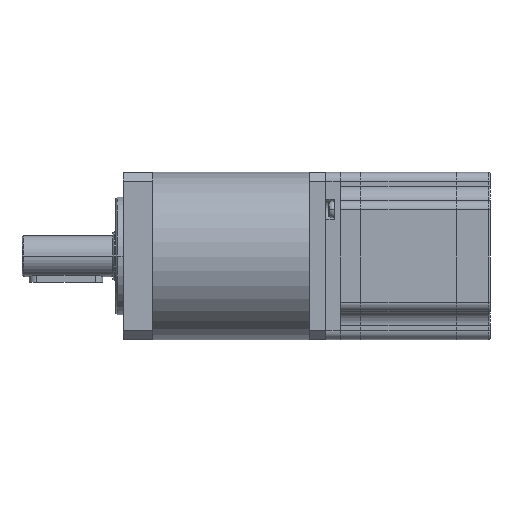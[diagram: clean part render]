
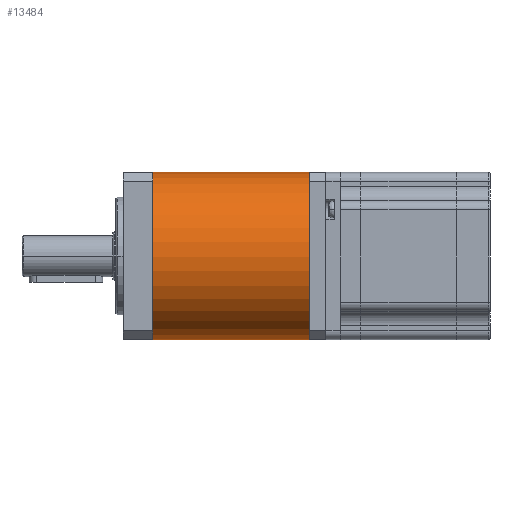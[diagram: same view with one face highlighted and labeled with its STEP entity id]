
A CAD part, left-side view. The second image highlights one B-rep face of the part: STEP entity #13484.
In plain terms, the highlighted cylindrical face has radius 28.5 mm (diameter 57 mm), a partial arc.
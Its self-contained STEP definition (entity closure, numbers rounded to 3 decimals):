
#234 = CARTESIAN_POINT ( 'NONE',  ( -28.5, 0., 53.5 ) ) ;
#449 = CARTESIAN_POINT ( 'NONE',  ( 0., 0., 0. ) ) ;
#1223 = CARTESIAN_POINT ( 'NONE',  ( -28.5, 0., 53.5 ) ) ;
#1624 = DIRECTION ( 'NONE',  ( 0., 0., -1. ) ) ;
#2126 = DIRECTION ( 'NONE',  ( 0., 0., 1. ) ) ;
#3371 = EDGE_CURVE ( 'NONE', #6915, #7523, #8469, .T. ) ;
#4343 = VERTEX_POINT ( 'NONE', #6557 ) ;
#4348 = ORIENTED_EDGE ( 'NONE', *, *, #3371, .F. ) ;
#4360 = VECTOR ( 'NONE', #16921, 1000. ) ;
#4925 = CARTESIAN_POINT ( 'NONE',  ( 28.5, 0., 53.5 ) ) ;
#5738 = AXIS2_PLACEMENT_3D ( 'NONE', #11284, #18387, #9611 ) ;
#6099 = CARTESIAN_POINT ( 'NONE',  ( 0., 0., 53.5 ) ) ;
#6557 = CARTESIAN_POINT ( 'NONE',  ( 28.5, 0., 0. ) ) ;
#6915 = VERTEX_POINT ( 'NONE', #234 ) ;
#7416 = FACE_OUTER_BOUND ( 'NONE', #11548, .T. ) ;
#7468 = EDGE_CURVE ( 'NONE', #8356, #4343, #14375, .T. ) ;
#7515 = VECTOR ( 'NONE', #10758, 1000. ) ;
#7523 = VERTEX_POINT ( 'NONE', #4925 ) ;
#7829 = DIRECTION ( 'NONE',  ( 1., 0., 0. ) ) ;
#8211 = ORIENTED_EDGE ( 'NONE', *, *, #15307, .F. ) ;
#8214 = ORIENTED_EDGE ( 'NONE', *, *, #7468, .T. ) ;
#8356 = VERTEX_POINT ( 'NONE', #10746 ) ;
#8469 = CIRCLE ( 'NONE', #5738, 28.5 ) ;
#8700 = AXIS2_PLACEMENT_3D ( 'NONE', #449, #2126, #7829 ) ;
#8996 = DIRECTION ( 'NONE',  ( -1., 0., 0. ) ) ;
#9611 = DIRECTION ( 'NONE',  ( 1., 0., 0. ) ) ;
#10611 = EDGE_CURVE ( 'NONE', #6915, #8356, #14024, .T. ) ;
#10746 = CARTESIAN_POINT ( 'NONE',  ( -28.5, 0., 0. ) ) ;
#10758 = DIRECTION ( 'NONE',  ( 0., 0., -1. ) ) ;
#11284 = CARTESIAN_POINT ( 'NONE',  ( 0., 0., 53.5 ) ) ;
#11495 = AXIS2_PLACEMENT_3D ( 'NONE', #6099, #1624, #8996 ) ;
#11548 = EDGE_LOOP ( 'NONE', ( #8211, #4348, #16894, #8214 ) ) ;
#13484 = ADVANCED_FACE ( 'NONE', ( #7416 ), #17122, .T. ) ;
#14024 = LINE ( 'NONE', #1223, #7515 ) ;
#14375 = CIRCLE ( 'NONE', #8700, 28.5 ) ;
#15307 = EDGE_CURVE ( 'NONE', #7523, #4343, #15429, .T. ) ;
#15429 = LINE ( 'NONE', #16645, #4360 ) ;
#16645 = CARTESIAN_POINT ( 'NONE',  ( 28.5, 0., 53.5 ) ) ;
#16894 = ORIENTED_EDGE ( 'NONE', *, *, #10611, .T. ) ;
#16921 = DIRECTION ( 'NONE',  ( 0., 0., -1. ) ) ;
#17122 = CYLINDRICAL_SURFACE ( 'NONE', #11495, 28.5 ) ;
#18387 = DIRECTION ( 'NONE',  ( 0., 0., 1. ) ) ;
